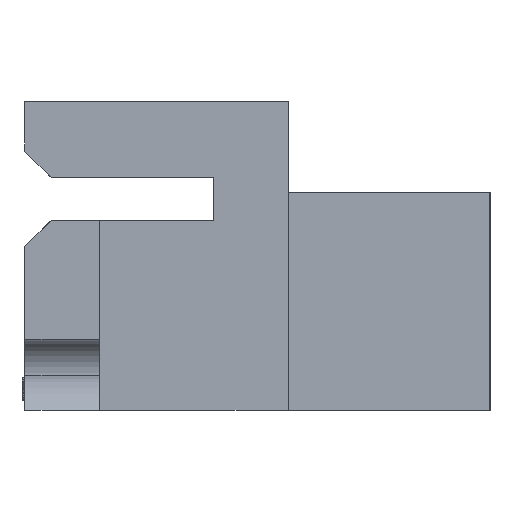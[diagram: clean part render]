
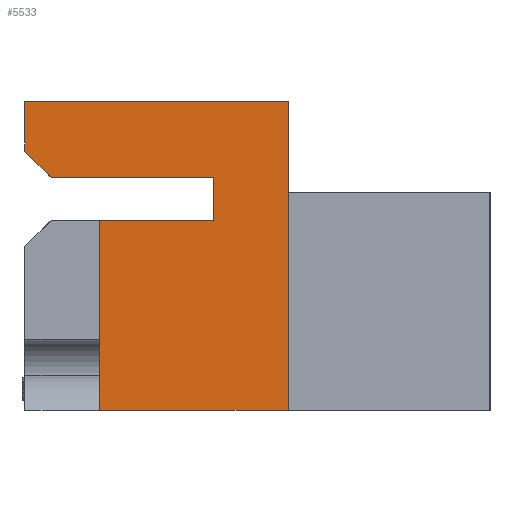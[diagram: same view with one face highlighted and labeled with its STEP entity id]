
A CAD part, left-side view. The second image highlights one B-rep face of the part: STEP entity #5533.
In plain terms, the highlighted planar face has unit normal (-1, 0, 0).
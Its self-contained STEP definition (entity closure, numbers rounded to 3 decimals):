
#17 = CARTESIAN_POINT ( 'NONE',  ( 0., 0., -3.302 ) ) ;
#838 = EDGE_CURVE ( 'NONE', #14687, #9084, #6618, .T. ) ;
#1312 = DIRECTION ( 'NONE',  ( 0., -0.707, -0.707 ) ) ;
#1466 = CARTESIAN_POINT ( 'NONE',  ( 0., 3.251, -5.182 ) ) ;
#1955 = ORIENTED_EDGE ( 'NONE', *, *, #29075, .F. ) ;
#2736 = DIRECTION ( 'NONE',  ( 0., 0., 1. ) ) ;
#2961 = CARTESIAN_POINT ( 'NONE',  ( 0., 0., 0. ) ) ;
#3038 = ORIENTED_EDGE ( 'NONE', *, *, #23479, .F. ) ;
#3421 = ORIENTED_EDGE ( 'NONE', *, *, #22210, .F. ) ;
#3902 = CARTESIAN_POINT ( 'NONE',  ( 0., 11.506, 0. ) ) ;
#4280 = VECTOR ( 'NONE', #30580, 1000. ) ;
#4809 = DIRECTION ( 'NONE',  ( 0., 1., 0. ) ) ;
#4890 = ORIENTED_EDGE ( 'NONE', *, *, #7884, .F. ) ;
#5302 = ORIENTED_EDGE ( 'NONE', *, *, #28610, .F. ) ;
#5533 = ADVANCED_FACE ( 'NONE', ( #21194 ), #30728, .F. ) ;
#6041 = DIRECTION ( 'NONE',  ( 0., 0., 1. ) ) ;
#6618 = LINE ( 'NONE', #29398, #29475 ) ;
#7125 = DIRECTION ( 'NONE',  ( 0., 1., 0. ) ) ;
#7231 = CARTESIAN_POINT ( 'NONE',  ( 0., 8.255, -5.182 ) ) ;
#7884 = EDGE_CURVE ( 'NONE', #17642, #30721, #17262, .T. ) ;
#8437 = CARTESIAN_POINT ( 'NONE',  ( 0., 3.251, -3.302 ) ) ;
#8912 = CARTESIAN_POINT ( 'NONE',  ( 0., 0., 0. ) ) ;
#9084 = VERTEX_POINT ( 'NONE', #30179 ) ;
#10214 = CARTESIAN_POINT ( 'NONE',  ( 0., 3.251, -5.182 ) ) ;
#10413 = EDGE_LOOP ( 'NONE', ( #26221, #5302, #1955, #27492, #30662, #21116, #3421, #4890, #3038 ) ) ;
#10842 = LINE ( 'NONE', #7231, #27248 ) ;
#10908 = VECTOR ( 'NONE', #6041, 1000. ) ;
#11401 = VERTEX_POINT ( 'NONE', #8437 ) ;
#11590 = CARTESIAN_POINT ( 'NONE',  ( 0., 0., 0. ) ) ;
#12762 = LINE ( 'NONE', #22169, #21851 ) ;
#12988 = VERTEX_POINT ( 'NONE', #15660 ) ;
#13484 = EDGE_CURVE ( 'NONE', #12988, #26843, #16474, .T. ) ;
#13907 = AXIS2_PLACEMENT_3D ( 'NONE', #8912, #25985, #28464 ) ;
#14138 = VERTEX_POINT ( 'NONE', #2961 ) ;
#14687 = VERTEX_POINT ( 'NONE', #25389 ) ;
#15660 = CARTESIAN_POINT ( 'NONE',  ( 0., 11.506, -2.159 ) ) ;
#16125 = CARTESIAN_POINT ( 'NONE',  ( 0., 10.363, -3.302 ) ) ;
#16449 = LINE ( 'NONE', #3902, #4280 ) ;
#16474 = LINE ( 'NONE', #27966, #21399 ) ;
#17262 = LINE ( 'NONE', #22218, #24524 ) ;
#17642 = VERTEX_POINT ( 'NONE', #30144 ) ;
#17986 = LINE ( 'NONE', #11590, #30683 ) ;
#18552 = VERTEX_POINT ( 'NONE', #26226 ) ;
#20460 = VECTOR ( 'NONE', #4809, 1000. ) ;
#21116 = ORIENTED_EDGE ( 'NONE', *, *, #21170, .F. ) ;
#21170 = EDGE_CURVE ( 'NONE', #11401, #26843, #29299, .T. ) ;
#21194 = FACE_OUTER_BOUND ( 'NONE', #10413, .T. ) ;
#21399 = VECTOR ( 'NONE', #1312, 1000. ) ;
#21851 = VECTOR ( 'NONE', #2736, 1000. ) ;
#22169 = CARTESIAN_POINT ( 'NONE',  ( 0., 11.506, -13.487 ) ) ;
#22210 = EDGE_CURVE ( 'NONE', #30721, #11401, #30406, .T. ) ;
#22218 = CARTESIAN_POINT ( 'NONE',  ( 0., 0., -5.182 ) ) ;
#23479 = EDGE_CURVE ( 'NONE', #9084, #17642, #10842, .T. ) ;
#24239 = DIRECTION ( 'NONE',  ( 0., 0., 1. ) ) ;
#24524 = VECTOR ( 'NONE', #29946, 1000. ) ;
#25389 = CARTESIAN_POINT ( 'NONE',  ( 0., 0., -13.487 ) ) ;
#25985 = DIRECTION ( 'NONE',  ( 1., 0., 0. ) ) ;
#26221 = ORIENTED_EDGE ( 'NONE', *, *, #838, .F. ) ;
#26226 = CARTESIAN_POINT ( 'NONE',  ( 0., 11.506, 0. ) ) ;
#26843 = VERTEX_POINT ( 'NONE', #16125 ) ;
#27248 = VECTOR ( 'NONE', #24239, 1000. ) ;
#27334 = EDGE_CURVE ( 'NONE', #12988, #18552, #12762, .T. ) ;
#27492 = ORIENTED_EDGE ( 'NONE', *, *, #27334, .F. ) ;
#27966 = CARTESIAN_POINT ( 'NONE',  ( 0., 10.363, -3.302 ) ) ;
#28464 = DIRECTION ( 'NONE',  ( 0., 0., -1. ) ) ;
#28610 = EDGE_CURVE ( 'NONE', #14138, #14687, #17986, .T. ) ;
#29075 = EDGE_CURVE ( 'NONE', #18552, #14138, #16449, .T. ) ;
#29299 = LINE ( 'NONE', #17, #20460 ) ;
#29398 = CARTESIAN_POINT ( 'NONE',  ( 0., -8.814, -13.487 ) ) ;
#29475 = VECTOR ( 'NONE', #7125, 1000. ) ;
#29946 = DIRECTION ( 'NONE',  ( 0., -1., 0. ) ) ;
#30144 = CARTESIAN_POINT ( 'NONE',  ( 0., 8.255, -5.182 ) ) ;
#30179 = CARTESIAN_POINT ( 'NONE',  ( 0., 8.255, -13.487 ) ) ;
#30406 = LINE ( 'NONE', #1466, #10908 ) ;
#30580 = DIRECTION ( 'NONE',  ( 0., -1., 0. ) ) ;
#30662 = ORIENTED_EDGE ( 'NONE', *, *, #13484, .T. ) ;
#30683 = VECTOR ( 'NONE', #31061, 1000. ) ;
#30721 = VERTEX_POINT ( 'NONE', #10214 ) ;
#30728 = PLANE ( 'NONE',  #13907 ) ;
#31061 = DIRECTION ( 'NONE',  ( 0., 0., -1. ) ) ;
